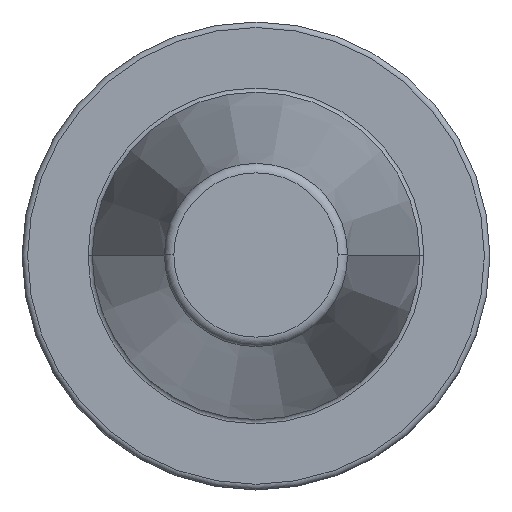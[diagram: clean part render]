
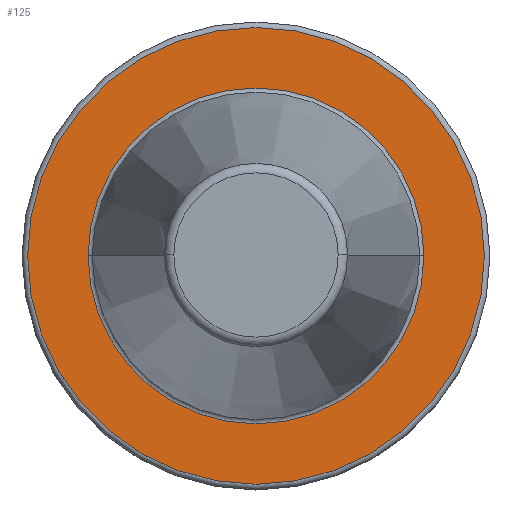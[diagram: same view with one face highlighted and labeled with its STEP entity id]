
A CAD part, top view. The second image highlights one B-rep face of the part: STEP entity #125.
In plain terms, the highlighted planar face has unit normal (0, 0, 1).
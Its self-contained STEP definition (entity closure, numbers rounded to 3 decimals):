
#38=PLANE('',#648);
#48=FACE_BOUND('',#213,.T.);
#49=FACE_BOUND('',#214,.T.);
#125=ADVANCED_FACE('',(#48,#49),#38,.F.);
#213=EDGE_LOOP('',(#317));
#214=EDGE_LOOP('',(#318,#319));
#317=ORIENTED_EDGE('',*,*,#480,.T.);
#318=ORIENTED_EDGE('',*,*,#422,.T.);
#319=ORIENTED_EDGE('',*,*,#424,.T.);
#377=VERTEX_POINT('',#896);
#380=VERTEX_POINT('',#901);
#418=VERTEX_POINT('',#1020);
#422=EDGE_CURVE('',#377,#380,#495,.T.);
#424=EDGE_CURVE('',#380,#377,#497,.T.);
#480=EDGE_CURVE('',#418,#418,#536,.T.);
#495=CIRCLE('',#584,22.79);
#497=CIRCLE('',#587,22.79);
#536=CIRCLE('',#647,31.);
#584=AXIS2_PLACEMENT_3D('',#902,#689,#690);
#587=AXIS2_PLACEMENT_3D('',#905,#695,#696);
#647=AXIS2_PLACEMENT_3D('',#1019,#832,#833);
#648=AXIS2_PLACEMENT_3D('',#1021,#834,#835);
#689=DIRECTION('',(0.,0.,-1.));
#690=DIRECTION('',(-1.,0.,0.));
#695=DIRECTION('',(0.,0.,-1.));
#696=DIRECTION('',(-1.,0.,0.));
#832=DIRECTION('',(0.,0.,1.));
#833=DIRECTION('',(-1.,0.,0.));
#834=DIRECTION('',(0.,0.,-1.));
#835=DIRECTION('',(1.,0.,0.));
#896=CARTESIAN_POINT('',(-22.79,0.,-3.2));
#901=CARTESIAN_POINT('',(22.79,0.,-3.2));
#902=CARTESIAN_POINT('',(0.,0.,-3.2));
#905=CARTESIAN_POINT('',(0.,0.,-3.2));
#1019=CARTESIAN_POINT('',(0.,0.,-3.2));
#1020=CARTESIAN_POINT('',(-31.,0.,-3.2));
#1021=CARTESIAN_POINT('',(0.,22.79,-3.2));
